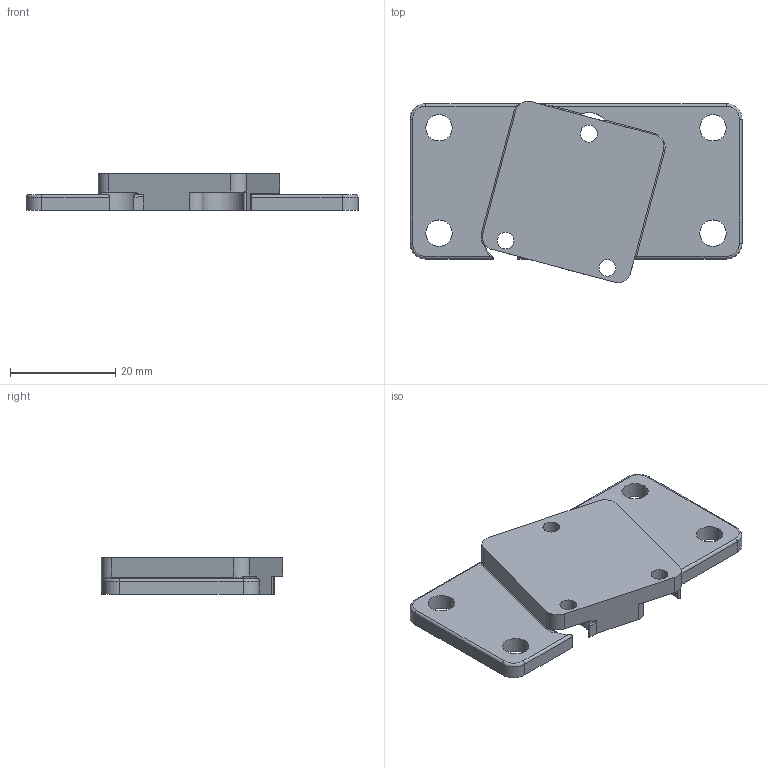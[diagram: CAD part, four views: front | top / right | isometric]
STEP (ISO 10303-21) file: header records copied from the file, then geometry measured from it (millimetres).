
FILE_DESCRIPTION(/* description */ (''),/* implementation_level */ '2;1');
FILE_NAME(/* name */ '15 degree camera mount.step',/* time_stamp */ '2021-08-08T16:40:31-07:00',/* author */ (''),/* organization */ (''),/* preprocessor_version */ 'ST-DEVELOPER v18.1',/* originating_system */ 'Autodesk Translation Framework v10.9.0.1377',/* authorisation */ '');
FILE_SCHEMA (('AUTOMOTIVE_DESIGN { 1 0 10303 214 3 1 1 }','INTEGRATED_CNC_SCHEMA','AP242_MANAGED_MODEL_BASED_3D_ENGINEERING_MIM_LF { 1 0 10303 442 1 1 4 }'));
Length unit declared in the file: millimetre
Products named in the file (1): properly designed 15 degree camera mount
Bounding box: 63 x 34.41 x 7 mm (x, y, z)
Volume: 8233.2 mm3; surface area: 4981.7 mm2
Topology: 1 solids, 1 shells, 73 faces, 190 edges, 118 vertices
Faces by surface type: cylinder 38, plane 18, bspline 9, torus 8
Full cylindrical faces by diameter (mm): 3.15 x2, 3.231 x1, 5 x4, 8 x1
Entity records: 2745 total; most frequent: CARTESIAN_POINT 882, DIRECTION 397, ORIENTED_EDGE 380, EDGE_CURVE 190, AXIS2_PLACEMENT_3D 157, VERTEX_POINT 118, EDGE_LOOP 88, CIRCLE 88
